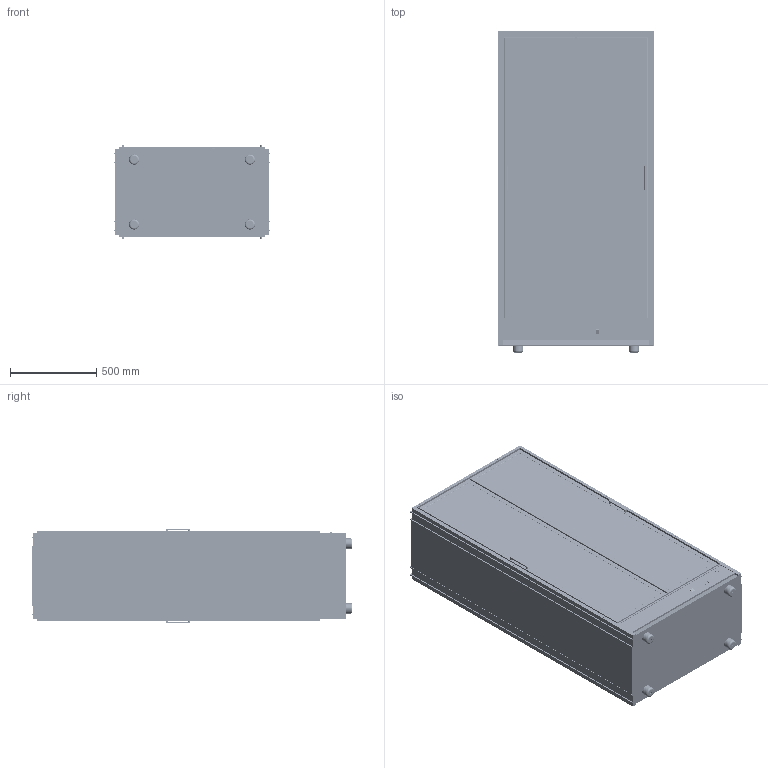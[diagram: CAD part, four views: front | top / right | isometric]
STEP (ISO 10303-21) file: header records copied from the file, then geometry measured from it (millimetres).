
FILE_DESCRIPTION (( 'STEP AP203' ), '1' );
FILE_NAME ('MD-C10___MP-C10.STEP', '2026-01-09T15:48:50', ( '' ), ( '' ), 'SwSTEP 2.0', 'SolidWorks 2021', '' );
FILE_SCHEMA (( 'CONFIG_CONTROL_DESIGN' ));
Length unit declared in the file: millimetre
Products named in the file (49): BOTTIGLIA ETICHETTA 3; BOTTIGLIA TAPPO 5; BOTTIGLIA ETICHETTA 7; BOTTIGLIA ROSSO TAPPO; BOTTIGLIA TAPPO 7; LED MODULO A CHIP; ASSIEME PANNELLI CON TONDINI + 120 BOTTIGLIE; PIEDINO PLASTICA NERA D.  60 X 40 H; ASSIEME BOTTIGLIA ETICHETTA 4; ASSIEME BOTTIGLIA ETICHETTA 7; STRUTTURA ALLUMINIO e POLIURETANO MODULO A; ASSIEME MODULO A ESTERNO_CENTRALE; BOTTIGLIA ETICHETTA 8; ASSIEME BOTTIGLIA ETICHETTA 6; BASE ALLUMINIO ANODIZZATO; FASCIA INFERIORE FRONTALE PARETE ALLUMINIO; PARTE PANNELLO CON TONDINI; BOTTIGLIA ETICHETTA 1; ASSIEME BOTTIGLIA ETICHETTA 2; SPALLA INTERNA MODULO A; MD-C10___MP-C10; ASSIEME 6 BOTTIGLIE  ETICHETTE MISTE 1; TELAIO ANTA BATTENTE MODULO A; ASSIEME VAR10 INTERNO; FASCIA INFERIORE POSTERIORE PARETE CENTRALE ALLUMINIO; BOTTIGLIA TAPPO 3; BOTTIGLIA TAPPO 6; BOTTIGLIA ETICHETTA 6; BOTTIGLIA ETICHETTA 5; TELAIO MOD. A PARTE PER RENDERING; BOTTIGLIA ETICHETTA 2; ASSIEME 9 BOTTIGLIE  ETICHETTE MISTE 1; ASSIEME BOTTIGLIA ETICHETTA 5; INTERRUTTORE 0-1 (Z-CE-INTLB); ASSIEME BOTTIGLIA ETICHETTA 8; BOTTIGLIA TAPPO 8; TERMOREGOLATORE DIXELL XW 60 L X RENDERING ; ASSIEME BOTTIGLIA ETICHETTA 3; ASSIEME 9 BOTTIGLIE  ETICHETTE MISTE 2; ASSIEME LED MODULO A ...
Assembly tree (114 placements, depth 6):
  MD-C10___MP-C10
    ASSIEME VAR10 INTERNO
      BASE ALLUMINIO ANODIZZATO
      ASSIEME PANNELLI CON TONDINI + 120 BOTTIGLIE
        PARTE PANNELLO CON TONDINI
        ASSIEME 6 BOTTIGLIE  ETICHETTE MISTE 1  x6
          ASSIEME BOTTIGLIA ETICHETTA 2
            BOTTIGLIA ETICHETTA 2
            BOTTIGLIA TAPPO 2
          ASSIEME BOTTIGLIA ETICHETTA 3
            BOTTIGLIA ETICHETTA 3
            BOTTIGLIA TAPPO 3
          ASSIEME BOTTIGLIA ETICHETTA 4
            BOTTIGLIA ETICHETTA 4
            BOTTIGLIA TAPPO 4
          ASSIEME BOTTIGLIA ETICHETTA 5
            BOTTIGLIA ETICHETTA 5
            BOTTIGLIA TAPPO 5
          ASSIEME BOTTIGLIA ETICHETTA 6
            BOTTIGLIA ETICHETTA 6
            BOTTIGLIA TAPPO 6
          ASSIEME BOTTIGLIA ETICHETTA 7
            BOTTIGLIA ETICHETTA 7
            BOTTIGLIA TAPPO 7
        ASSIEME 9 BOTTIGLIE  ETICHETTE MISTE 1  x3
          ASSIEME BOTTIGLIA ETICHETTA 2
            BOTTIGLIA ETICHETTA 2
            BOTTIGLIA TAPPO 2
          ASSIEME BOTTIGLIA ETICHETTA 3
            BOTTIGLIA ETICHETTA 3
            BOTTIGLIA TAPPO 3
          ASSIEME BOTTIGLIA ETICHETTA 4
            BOTTIGLIA ETICHETTA 4
            BOTTIGLIA TAPPO 4
          ASSIEME BOTTIGLIA ETICHETTA 5
            BOTTIGLIA ETICHETTA 5
            BOTTIGLIA TAPPO 5
          ASSIEME BOTTIGLIA ETICHETTA 6
            BOTTIGLIA ETICHETTA 6
            BOTTIGLIA TAPPO 6
          ASSIEME BOTTIGLIA ETICHETTA 7
            BOTTIGLIA ETICHETTA 7
            BOTTIGLIA TAPPO 7
          ASSIEME BOTTIGLIA ETICHETTA 8
            BOTTIGLIA ETICHETTA 8
            BOTTIGLIA TAPPO 8
          ASSIEME BOTTIGLIA ETICHETTA 1
            BOTTIGLIA ROSSO TAPPO
            BOTTIGLIA ETICHETTA 1
        ASSIEME BOTTIGLIA ETICHETTA 1  x4
          BOTTIGLIA ROSSO TAPPO
          BOTTIGLIA ETICHETTA 1
        ASSIEME BOTTIGLIA ETICHETTA 6  x3
          BOTTIGLIA ETICHETTA 6
          BOTTIGLIA TAPPO 6
        ASSIEME BOTTIGLIA ETICHETTA 5  x4
          BOTTIGLIA ETICHETTA 5
          BOTTIGLIA TAPPO 5
        ASSIEME BOTTIGLIA ETICHETTA 2  x4
          BOTTIGLIA ETICHETTA 2
Bounding box: 900 x 1858 x 543 mm (x, y, z)
Volume: 320737769.8 mm3; surface area: 32243993.1 mm2
Topology: 382 solids, 398 shells, 13827 faces, 31695 edges, 20609 vertices
Faces by surface type: plane 7010, cylinder 3643, bspline 1710, torus 1448, sphere 16
Entity records: 94591 total; most frequent: CARTESIAN_POINT 23013, DIRECTION 13496, ORIENTED_EDGE 12792, EDGE_CURVE 6396, AXIS2_PLACEMENT_3D 4621, VECTOR 4254, LINE 4254, VERTEX_POINT 4210
